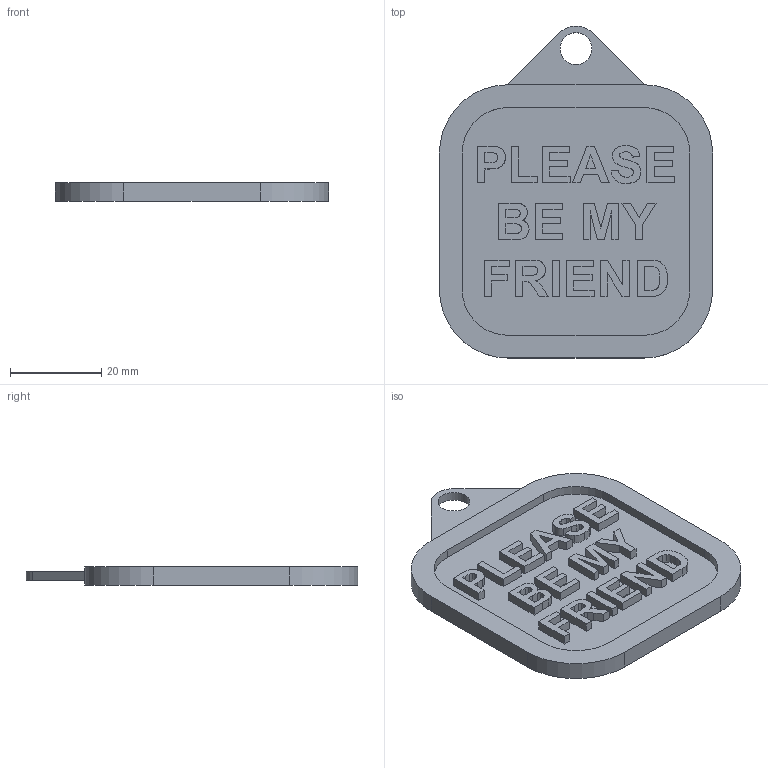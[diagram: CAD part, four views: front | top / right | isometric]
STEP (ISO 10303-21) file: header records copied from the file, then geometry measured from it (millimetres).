
FILE_DESCRIPTION(/* description */ ('','CAx-IF Rec.Pracs.---Representation and Presentation of Product Manufacturing Information (PMI)---4.0---2014-10-13'),/* implementation_level */ '2;1');
FILE_NAME(/* name */ 'Please Be My Friend Keychain.step',/* time_stamp */ '2024-12-24T17:41:20+07:00',/* author */ (''),/* organization */ (''),/* preprocessor_version */ 'ST-DEVELOPER v20',/* originating_system */ 'Autodesk Translation Framework v13.20.0.188',/* authorisation */ '');
FILE_SCHEMA (('AP242_MANAGED_MODEL_BASED_3D_ENGINEERING_MIM_LF { 1 0 10303 442 1 1 4 }'));
Length unit declared in the file: millimetre
Products named in the file (1): Please Be My Friend Keychain
Bounding box: 60 x 72.91 x 4 mm (x, y, z)
Volume: 10083.6 mm3; surface area: 10682.8 mm2
Topology: 17 solids, 17 shells, 302 faces, 797 edges, 530 vertices
Faces by surface type: plane 195, bspline 97, cylinder 10
Full cylindrical faces by diameter (mm): 7 x1
Entity records: 10190 total; most frequent: CARTESIAN_POINT 3297, ORIENTED_EDGE 1594, DIRECTION 1033, EDGE_CURVE 797, LINE 581, VECTOR 581, VERTEX_POINT 530, EDGE_LOOP 317
